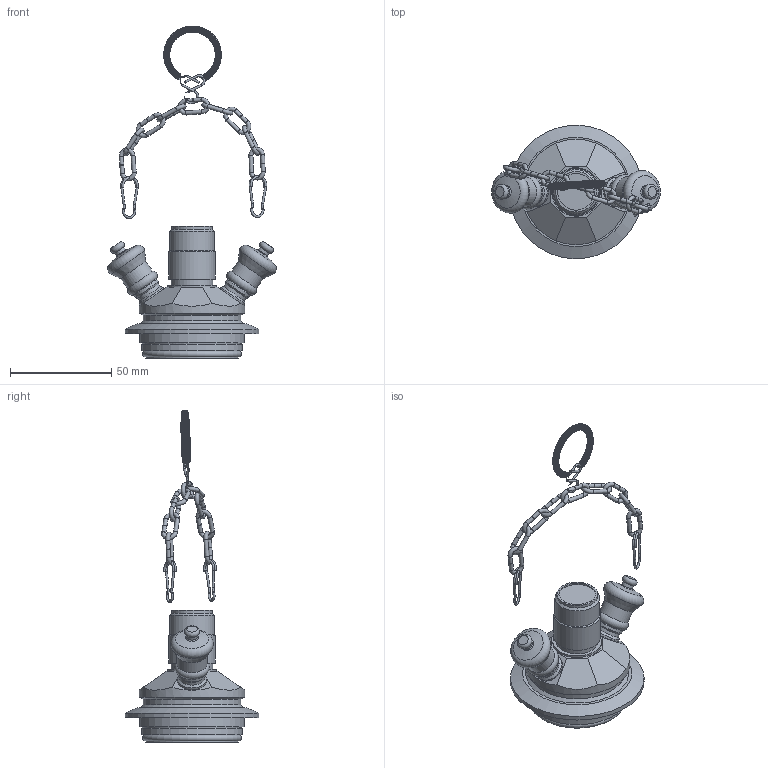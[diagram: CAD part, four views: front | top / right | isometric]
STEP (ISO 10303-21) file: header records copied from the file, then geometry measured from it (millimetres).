
FILE_DESCRIPTION((''),'2;1');
FILE_NAME('850008.stp','2008-08-05T10:53:22',('mbm'),(''),'Autodesk Inventor 2008','Autodesk Inventor 2008','');
FILE_SCHEMA(('AUTOMOTIVE_DESIGN { 1 0 10303 214 1 1 1 1 }'));
Length unit declared in the file: millimetre
Products named in the file (1): Part29
Bounding box: 83.27 x 65.81 x 163.99 mm (x, y, z)
Volume: 94677.3 mm3; surface area: 26095 mm2
Topology: 22 solids, 22 shells, 579 faces, 1356 edges, 837 vertices
Faces by surface type: torus 344, cylinder 87, plane 81, bspline 40, cone 27
Full cylindrical faces by diameter (mm): 2 x27, 2.003 x8, 5.6 x2, 6 x2, 8 x1, 9 x4, 10.5 x2, 12.5 x2, 14 x2, 14.5 x2, 15 x2, 18.1 x1, 20 x1, 20.5 x2, 22 x1, 23 x1, 24 x1, 45.9 x1, 48 x2, 48.1 x1, 50 x1, 52 x2, 66 x1
Entity records: 30567 total; most frequent: CARTESIAN_POINT 20686, DIRECTION 1597, ORIENTED_EDGE 1398, EDGE_LOOP 1072, AXIS2_PLACEMENT_3D 779, EDGE_CURVE 699, VERTEX_POINT 621, STYLED_ITEM 595
